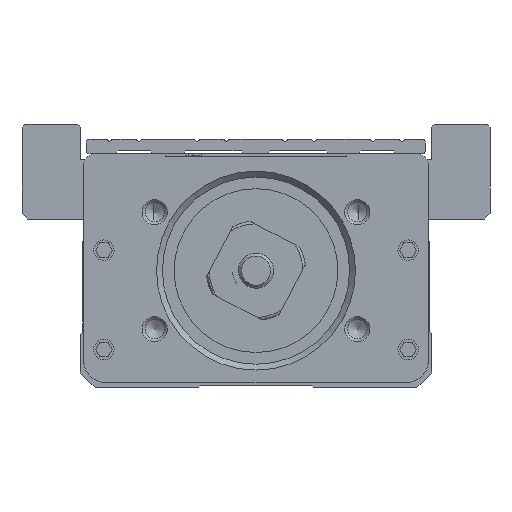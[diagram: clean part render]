
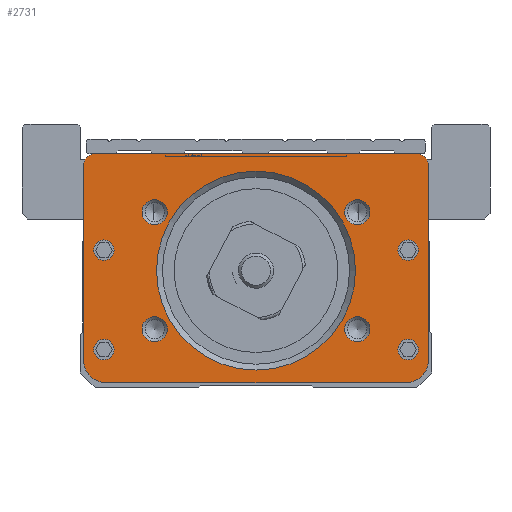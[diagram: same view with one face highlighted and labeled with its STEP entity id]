
A CAD part, front view. The second image highlights one B-rep face of the part: STEP entity #2731.
In plain terms, the highlighted face is planar.
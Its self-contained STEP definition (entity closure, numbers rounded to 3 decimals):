
#847=FACE_BOUND('',#5804,.T.);
#848=FACE_BOUND('',#5805,.T.);
#849=FACE_BOUND('',#5806,.T.);
#850=FACE_BOUND('',#5807,.T.);
#851=FACE_BOUND('',#5808,.T.);
#852=FACE_BOUND('',#5809,.T.);
#853=FACE_BOUND('',#5810,.T.);
#854=FACE_BOUND('',#5811,.T.);
#855=FACE_BOUND('',#5812,.T.);
#856=FACE_BOUND('',#5813,.T.);
#1839=CIRCLE('',#22160,4.);
#1841=CIRCLE('',#22164,4.);
#1852=CIRCLE('',#22188,2.);
#1853=CIRCLE('',#22190,2.);
#1855=CIRCLE('',#22194,2.15);
#1856=CIRCLE('',#22195,2.15);
#1857=CIRCLE('',#22196,2.15);
#1858=CIRCLE('',#22197,2.15);
#1859=CIRCLE('',#22198,17.);
#1860=CIRCLE('',#22199,1.75);
#1861=CIRCLE('',#22200,1.75);
#1862=CIRCLE('',#22201,1.75);
#1863=CIRCLE('',#22202,1.75);
#2731=ADVANCED_FACE('',(#847,#848,#849,#850,#851,#852,#853,#854,#855,#856),
#3743,.F.);
#3743=PLANE('',#22203);
#5804=EDGE_LOOP('',(#9399));
#5805=EDGE_LOOP('',(#9400));
#5806=EDGE_LOOP('',(#9401));
#5807=EDGE_LOOP('',(#9402));
#5808=EDGE_LOOP('',(#9403));
#5809=EDGE_LOOP('',(#9404));
#5810=EDGE_LOOP('',(#9405));
#5811=EDGE_LOOP('',(#9406));
#5812=EDGE_LOOP('',(#9407));
#5813=EDGE_LOOP('',(#9408,#9409,#9410,#9411,#9412,#9413,#9414,#9415));
#9399=ORIENTED_EDGE('',*,*,#15844,.T.);
#9400=ORIENTED_EDGE('',*,*,#15845,.T.);
#9401=ORIENTED_EDGE('',*,*,#15846,.T.);
#9402=ORIENTED_EDGE('',*,*,#15847,.T.);
#9403=ORIENTED_EDGE('',*,*,#15848,.T.);
#9404=ORIENTED_EDGE('',*,*,#15849,.T.);
#9405=ORIENTED_EDGE('',*,*,#15850,.T.);
#9406=ORIENTED_EDGE('',*,*,#15851,.T.);
#9407=ORIENTED_EDGE('',*,*,#15852,.T.);
#9408=ORIENTED_EDGE('',*,*,#15827,.F.);
#9409=ORIENTED_EDGE('',*,*,#15781,.F.);
#9410=ORIENTED_EDGE('',*,*,#15802,.F.);
#9411=ORIENTED_EDGE('',*,*,#15842,.F.);
#9412=ORIENTED_EDGE('',*,*,#15737,.F.);
#9413=ORIENTED_EDGE('',*,*,#15841,.F.);
#9414=ORIENTED_EDGE('',*,*,#15800,.F.);
#9415=ORIENTED_EDGE('',*,*,#15789,.F.);
#13386=VERTEX_POINT('',#32249);
#13387=VERTEX_POINT('',#32251);
#13427=VERTEX_POINT('',#32337);
#13428=VERTEX_POINT('',#32339);
#13435=VERTEX_POINT('',#32355);
#13436=VERTEX_POINT('',#32357);
#13441=VERTEX_POINT('',#32370);
#13445=VERTEX_POINT('',#32381);
#13470=VERTEX_POINT('',#32462);
#13471=VERTEX_POINT('',#32464);
#13472=VERTEX_POINT('',#32466);
#13473=VERTEX_POINT('',#32468);
#13474=VERTEX_POINT('',#32470);
#13475=VERTEX_POINT('',#32472);
#13476=VERTEX_POINT('',#32474);
#13477=VERTEX_POINT('',#32476);
#13478=VERTEX_POINT('',#32478);
#15737=EDGE_CURVE('',#13386,#13387,#18163,.T.);
#15781=EDGE_CURVE('',#13427,#13428,#1839,.T.);
#15789=EDGE_CURVE('',#13435,#13436,#1841,.T.);
#15800=EDGE_CURVE('',#13436,#13441,#18209,.T.);
#15802=EDGE_CURVE('',#13445,#13427,#18211,.T.);
#15827=EDGE_CURVE('',#13428,#13435,#18231,.T.);
#15841=EDGE_CURVE('',#13441,#13386,#1852,.T.);
#15842=EDGE_CURVE('',#13387,#13445,#1853,.T.);
#15844=EDGE_CURVE('',#13470,#13470,#1855,.T.);
#15845=EDGE_CURVE('',#13471,#13471,#1856,.T.);
#15846=EDGE_CURVE('',#13472,#13472,#1857,.T.);
#15847=EDGE_CURVE('',#13473,#13473,#1858,.T.);
#15848=EDGE_CURVE('',#13474,#13474,#1859,.T.);
#15849=EDGE_CURVE('',#13475,#13475,#1860,.T.);
#15850=EDGE_CURVE('',#13476,#13476,#1861,.T.);
#15851=EDGE_CURVE('',#13477,#13477,#1862,.T.);
#15852=EDGE_CURVE('',#13478,#13478,#1863,.T.);
#18163=LINE('',#32250,#20153);
#18209=LINE('',#32378,#20199);
#18211=LINE('',#32382,#20201);
#18231=LINE('',#32432,#20221);
#20153=VECTOR('',#25933,1.);
#20199=VECTOR('',#26027,1.);
#20201=VECTOR('',#26031,1.);
#20221=VECTOR('',#26077,1.);
#22160=AXIS2_PLACEMENT_3D('',#32338,#25997,#25998);
#22164=AXIS2_PLACEMENT_3D('',#32356,#26011,#26012);
#22188=AXIS2_PLACEMENT_3D('',#32455,#26100,#26101);
#22190=AXIS2_PLACEMENT_3D('',#32457,#26104,#26105);
#22194=AXIS2_PLACEMENT_3D('',#32461,#26112,#26113);
#22195=AXIS2_PLACEMENT_3D('',#32463,#26114,#26115);
#22196=AXIS2_PLACEMENT_3D('',#32465,#26116,#26117);
#22197=AXIS2_PLACEMENT_3D('',#32467,#26118,#26119);
#22198=AXIS2_PLACEMENT_3D('',#32469,#26120,#26121);
#22199=AXIS2_PLACEMENT_3D('',#32471,#26122,#26123);
#22200=AXIS2_PLACEMENT_3D('',#32473,#26124,#26125);
#22201=AXIS2_PLACEMENT_3D('',#32475,#26126,#26127);
#22202=AXIS2_PLACEMENT_3D('',#32477,#26128,#26129);
#22203=AXIS2_PLACEMENT_3D('',#32479,#26130,#26131);
#25933=DIRECTION('',(1.,0.,0.));
#25997=DIRECTION('',(0.,1.,0.));
#25998=DIRECTION('',(1.,0.,0.));
#26011=DIRECTION('',(0.,1.,0.));
#26012=DIRECTION('',(1.,0.,0.));
#26027=DIRECTION('',(0.,0.,1.));
#26031=DIRECTION('',(0.,0.,-1.));
#26077=DIRECTION('',(-1.,0.,0.));
#26100=DIRECTION('',(0.,1.,0.));
#26101=DIRECTION('',(0.,0.,1.));
#26104=DIRECTION('',(0.,1.,0.));
#26105=DIRECTION('',(0.,0.,1.));
#26112=DIRECTION('',(0.,1.,0.));
#26113=DIRECTION('',(0.,0.,1.));
#26114=DIRECTION('',(0.,1.,0.));
#26115=DIRECTION('',(0.,0.,1.));
#26116=DIRECTION('',(0.,1.,0.));
#26117=DIRECTION('',(0.,0.,1.));
#26118=DIRECTION('',(0.,1.,0.));
#26119=DIRECTION('',(0.,0.,1.));
#26120=DIRECTION('',(0.,1.,0.));
#26121=DIRECTION('',(0.,0.,1.));
#26122=DIRECTION('',(0.,1.,0.));
#26123=DIRECTION('',(0.,0.,1.));
#26124=DIRECTION('',(0.,1.,0.));
#26125=DIRECTION('',(0.,0.,1.));
#26126=DIRECTION('',(0.,1.,0.));
#26127=DIRECTION('',(0.,0.,1.));
#26128=DIRECTION('',(0.,1.,0.));
#26129=DIRECTION('',(0.,0.,1.));
#26130=DIRECTION('',(0.,1.,0.));
#26131=DIRECTION('',(0.,0.,-1.));
#32249=CARTESIAN_POINT('',(-27.5,-130.762,38.));
#32250=CARTESIAN_POINT('',(-25.5,-130.762,38.));
#32251=CARTESIAN_POINT('',(27.5,-130.762,38.));
#32337=CARTESIAN_POINT('',(29.5,-130.762,2.8));
#32338=CARTESIAN_POINT('',(25.5,-130.762,2.8));
#32339=CARTESIAN_POINT('',(25.5,-130.762,-1.2));
#32355=CARTESIAN_POINT('',(-25.5,-130.762,-1.2));
#32356=CARTESIAN_POINT('',(-25.5,-130.762,2.8));
#32357=CARTESIAN_POINT('',(-29.5,-130.762,2.8));
#32370=CARTESIAN_POINT('',(-29.5,-130.762,36.));
#32378=CARTESIAN_POINT('',(-29.5,-130.762,2.8));
#32381=CARTESIAN_POINT('',(29.5,-130.762,36.));
#32382=CARTESIAN_POINT('',(29.5,-130.762,39.));
#32432=CARTESIAN_POINT('',(25.5,-130.762,-1.2));
#32455=CARTESIAN_POINT('',(-27.5,-130.762,36.));
#32457=CARTESIAN_POINT('',(27.5,-130.762,36.));
#32461=CARTESIAN_POINT('',(-17.321,-130.762,28.));
#32462=CARTESIAN_POINT('',(-17.321,-130.762,30.15));
#32463=CARTESIAN_POINT('',(17.321,-130.762,8.));
#32464=CARTESIAN_POINT('',(17.321,-130.762,10.15));
#32465=CARTESIAN_POINT('',(17.321,-130.762,28.));
#32466=CARTESIAN_POINT('',(17.321,-130.762,30.15));
#32467=CARTESIAN_POINT('',(-17.321,-130.762,8.));
#32468=CARTESIAN_POINT('',(-17.321,-130.762,10.15));
#32469=CARTESIAN_POINT('',(0.,-130.762,18.));
#32470=CARTESIAN_POINT('',(0.,-130.762,35.));
#32471=CARTESIAN_POINT('',(-26.,-130.762,21.5));
#32472=CARTESIAN_POINT('',(-26.,-130.762,23.25));
#32473=CARTESIAN_POINT('',(-26.,-130.762,4.5));
#32474=CARTESIAN_POINT('',(-26.,-130.762,6.25));
#32475=CARTESIAN_POINT('',(26.,-130.762,4.5));
#32476=CARTESIAN_POINT('',(26.,-130.762,6.25));
#32477=CARTESIAN_POINT('',(26.,-130.762,21.5));
#32478=CARTESIAN_POINT('',(26.,-130.762,23.25));
#32479=CARTESIAN_POINT('',(-25.5,-130.762,2.8));
